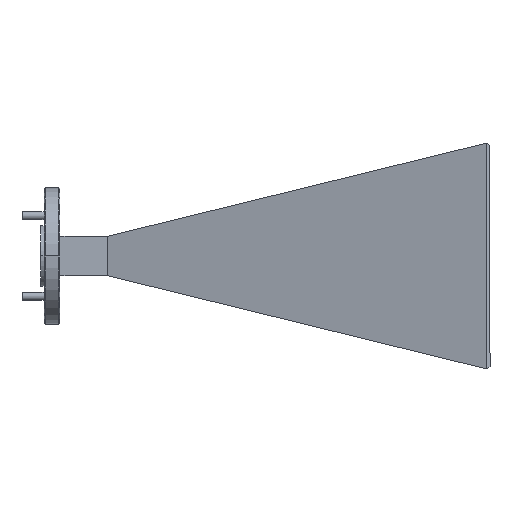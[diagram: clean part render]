
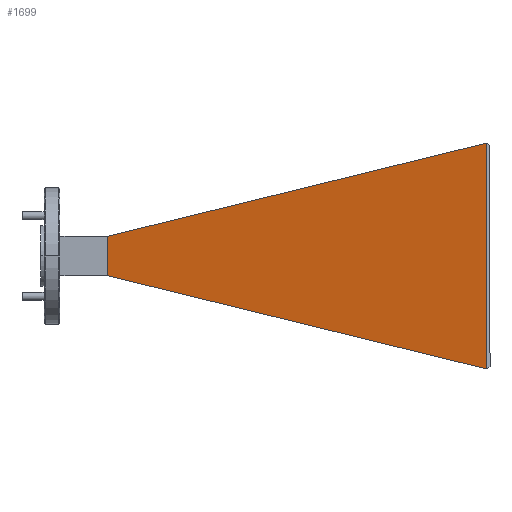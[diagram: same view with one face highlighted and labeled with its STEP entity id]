
A CAD part, front view. The second image highlights one B-rep face of the part: STEP entity #1699.
In plain terms, the highlighted planar face has unit normal (-0.203, -0.979, 0).
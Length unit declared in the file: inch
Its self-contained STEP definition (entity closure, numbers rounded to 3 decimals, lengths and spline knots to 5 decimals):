
#26 = EDGE_CURVE ( 'NONE', #2385, #1336, #2438, .T. ) ;
#68 = CARTESIAN_POINT ( 'NONE',  ( -0.54104, 2.76159, 4.43802 ) ) ;
#97 = CARTESIAN_POINT ( 'NONE',  ( -0.54104, 2.76159, 4.76202 ) ) ;
#112 = VERTEX_POINT ( 'NONE', #591 ) ;
#214 = DIRECTION ( 'NONE',  ( 0., 0., 1. ) ) ;
#221 = VECTOR ( 'NONE', #1310, 39.37008 ) ;
#270 = VERTEX_POINT ( 'NONE', #1260 ) ;
#280 = DIRECTION ( 'NONE',  ( 0.952, -0.197, 0.234 ) ) ;
#332 = DIRECTION ( 'NONE',  ( -0.979, 0.203, 0. ) ) ;
#391 = ORIENTED_EDGE ( 'NONE', *, *, #1770, .F. ) ;
#574 = LINE ( 'NONE', #753, #1305 ) ;
#591 = CARTESIAN_POINT ( 'NONE',  ( 2.57959, 2.11517, 3.67074 ) ) ;
#602 = CARTESIAN_POINT ( 'NONE',  ( -0.54104, 2.76159, 4.60002 ) ) ;
#641 = CARTESIAN_POINT ( 'NONE',  ( -0.54104, 2.76159, 4.76202 ) ) ;
#753 = CARTESIAN_POINT ( 'NONE',  ( 2.57959, 2.11517, 4.60002 ) ) ;
#914 = FACE_OUTER_BOUND ( 'NONE', #1804, .T. ) ;
#920 = ORIENTED_EDGE ( 'NONE', *, *, #1883, .F. ) ;
#1006 = ORIENTED_EDGE ( 'NONE', *, *, #26, .F. ) ;
#1260 = CARTESIAN_POINT ( 'NONE',  ( 2.57959, 2.11517, 5.52929 ) ) ;
#1305 = VECTOR ( 'NONE', #2421, 39.37008 ) ;
#1310 = DIRECTION ( 'NONE',  ( -0.952, 0.197, 0.234 ) ) ;
#1336 = VERTEX_POINT ( 'NONE', #641 ) ;
#1441 = VECTOR ( 'NONE', #214, 39.37008 ) ;
#1556 = ORIENTED_EDGE ( 'NONE', *, *, #2312, .F. ) ;
#1621 = DIRECTION ( 'NONE',  ( 0.203, 0.979, 0. ) ) ;
#1699 = ADVANCED_FACE ( 'NONE', ( #914 ), #2340, .F. ) ;
#1770 = EDGE_CURVE ( 'NONE', #270, #112, #574, .T. ) ;
#1784 = AXIS2_PLACEMENT_3D ( 'NONE', #2347, #1621, #332 ) ;
#1804 = EDGE_LOOP ( 'NONE', ( #920, #1006, #1556, #391 ) ) ;
#1883 = EDGE_CURVE ( 'NONE', #1336, #270, #1896, .T. ) ;
#1890 = LINE ( 'NONE', #2265, #221 ) ;
#1896 = LINE ( 'NONE', #97, #2341 ) ;
#2265 = CARTESIAN_POINT ( 'NONE',  ( 2.57959, 2.11517, 3.67074 ) ) ;
#2312 = EDGE_CURVE ( 'NONE', #112, #2385, #1890, .T. ) ;
#2340 = PLANE ( 'NONE',  #1784 ) ;
#2341 = VECTOR ( 'NONE', #280, 39.37008 ) ;
#2347 = CARTESIAN_POINT ( 'NONE',  ( 0.97126, 2.44833, 4.60002 ) ) ;
#2385 = VERTEX_POINT ( 'NONE', #68 ) ;
#2421 = DIRECTION ( 'NONE',  ( 0., 0., -1. ) ) ;
#2438 = LINE ( 'NONE', #602, #1441 ) ;
